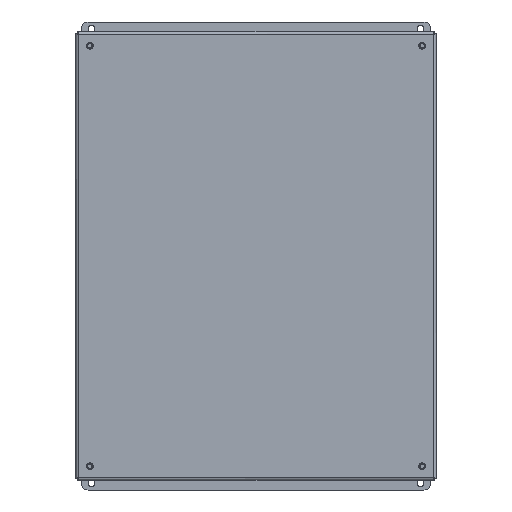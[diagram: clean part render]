
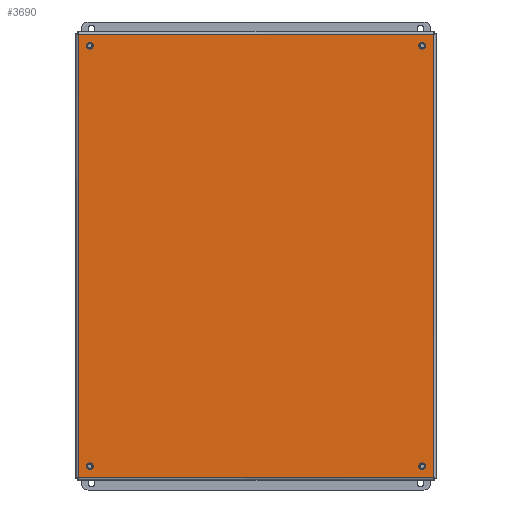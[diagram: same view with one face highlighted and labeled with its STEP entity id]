
A CAD part, front view. The second image highlights one B-rep face of the part: STEP entity #3690.
In plain terms, the highlighted planar face has unit normal (0, -1, 0).
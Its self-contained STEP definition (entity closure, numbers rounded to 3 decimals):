
#3690 = ADVANCED_FACE( '', ( #7682, #7683, #7684, #7685, #7686 ), #7687, .T. );
#7682 = FACE_BOUND( '', #12272, .T. );
#7683 = FACE_BOUND( '', #12273, .T. );
#7684 = FACE_BOUND( '', #12274, .T. );
#7685 = FACE_BOUND( '', #12275, .T. );
#7686 = FACE_OUTER_BOUND( '', #12276, .T. );
#7687 = PLANE( '', #12277 );
#12272 = EDGE_LOOP( '', ( #25590 ) );
#12273 = EDGE_LOOP( '', ( #25591 ) );
#12274 = EDGE_LOOP( '', ( #25592 ) );
#12275 = EDGE_LOOP( '', ( #25593 ) );
#12276 = EDGE_LOOP( '', ( #25594, #25595, #25596, #25597 ) );
#12277 = AXIS2_PLACEMENT_3D( '', #25598, #25599, #25600 );
#25590 = ORIENTED_EDGE( '', *, *, #31585, .T. );
#25591 = ORIENTED_EDGE( '', *, *, #30325, .T. );
#25592 = ORIENTED_EDGE( '', *, *, #28717, .T. );
#25593 = ORIENTED_EDGE( '', *, *, #31586, .T. );
#25594 = ORIENTED_EDGE( '', *, *, #30203, .T. );
#25595 = ORIENTED_EDGE( '', *, *, #30322, .F. );
#25596 = ORIENTED_EDGE( '', *, *, #28630, .T. );
#25597 = ORIENTED_EDGE( '', *, *, #31587, .T. );
#25598 = CARTESIAN_POINT( '', ( 0., 0., 0. ) );
#25599 = DIRECTION( '', ( 0., -1., 0. ) );
#25600 = DIRECTION( '', ( 0., 0., -1. ) );
#28630 = EDGE_CURVE( '', #33507, #33505, #33508, .T. );
#28717 = EDGE_CURVE( '', #33645, #33645, #33646, .T. );
#30203 = EDGE_CURVE( '', #32730, #32356, #36001, .T. );
#30322 = EDGE_CURVE( '', #33507, #32356, #36165, .T. );
#30325 = EDGE_CURVE( '', #36168, #36168, #36169, .T. );
#31585 = EDGE_CURVE( '', #37693, #37693, #37694, .T. );
#31586 = EDGE_CURVE( '', #37695, #37695, #37696, .T. );
#31587 = EDGE_CURVE( '', #33505, #32730, #37697, .T. );
#32356 = VERTEX_POINT( '', #39457 );
#32730 = VERTEX_POINT( '', #40589 );
#33505 = VERTEX_POINT( '', #42744 );
#33507 = VERTEX_POINT( '', #42755 );
#33508 = LINE( '', #42756, #42757 );
#33645 = VERTEX_POINT( '', #43188 );
#33646 = CIRCLE( '', #43189, 3.175 );
#36001 = LINE( '', #50808, #50809 );
#36165 = LINE( '', #51218, #51219 );
#36168 = VERTEX_POINT( '', #51223 );
#36169 = CIRCLE( '', #51224, 3.175 );
#37693 = VERTEX_POINT( '', #55463 );
#37694 = CIRCLE( '', #55464, 3.175 );
#37695 = VERTEX_POINT( '', #55465 );
#37696 = CIRCLE( '', #55466, 3.175 );
#37697 = LINE( '', #55467, #55468 );
#39457 = CARTESIAN_POINT( '', ( 166.256, 0., -207.531 ) );
#40589 = CARTESIAN_POINT( '', ( -166.256, 0., -207.531 ) );
#42744 = CARTESIAN_POINT( '', ( -166.256, 0., 207.531 ) );
#42755 = CARTESIAN_POINT( '', ( 166.256, 0., 207.531 ) );
#42756 = CARTESIAN_POINT( '', ( -168.593, 0., 207.531 ) );
#42757 = VECTOR( '', #56262, 1000. );
#43188 = CARTESIAN_POINT( '', ( -152.4, 0., 196.85 ) );
#43189 = AXIS2_PLACEMENT_3D( '', #56287, #56288, #56289 );
#50808 = CARTESIAN_POINT( '', ( 166.256, 0., -207.531 ) );
#50809 = VECTOR( '', #56845, 1000. );
#51218 = CARTESIAN_POINT( '', ( 166.256, 0., 207.531 ) );
#51219 = VECTOR( '', #56921, 1000. );
#51223 = CARTESIAN_POINT( '', ( 158.75, 0., -196.85 ) );
#51224 = AXIS2_PLACEMENT_3D( '', #56923, #56924, #56925 );
#55463 = CARTESIAN_POINT( '', ( 158.75, 0., 196.85 ) );
#55464 = AXIS2_PLACEMENT_3D( '', #57432, #57433, #57434 );
#55465 = CARTESIAN_POINT( '', ( -152.4, 0., -196.85 ) );
#55466 = AXIS2_PLACEMENT_3D( '', #57435, #57436, #57437 );
#55467 = CARTESIAN_POINT( '', ( -166.256, 0., -209.868 ) );
#55468 = VECTOR( '', #57438, 1000. );
#56262 = DIRECTION( '', ( -1., 0., 0. ) );
#56287 = CARTESIAN_POINT( '', ( -155.575, 0., 196.85 ) );
#56288 = DIRECTION( '', ( 0., 1., 0. ) );
#56289 = DIRECTION( '', ( 1., 0., 0. ) );
#56845 = DIRECTION( '', ( 1., 0., 0. ) );
#56921 = DIRECTION( '', ( 0., 0., -1. ) );
#56923 = CARTESIAN_POINT( '', ( 155.575, 0., -196.85 ) );
#56924 = DIRECTION( '', ( 0., 1., 0. ) );
#56925 = DIRECTION( '', ( 1., 0., 0. ) );
#57432 = CARTESIAN_POINT( '', ( 155.575, 0., 196.85 ) );
#57433 = DIRECTION( '', ( 0., 1., 0. ) );
#57434 = DIRECTION( '', ( 1., 0., 0. ) );
#57435 = CARTESIAN_POINT( '', ( -155.575, 0., -196.85 ) );
#57436 = DIRECTION( '', ( 0., 1., 0. ) );
#57437 = DIRECTION( '', ( 1., 0., 0. ) );
#57438 = DIRECTION( '', ( 0., 0., -1. ) );
